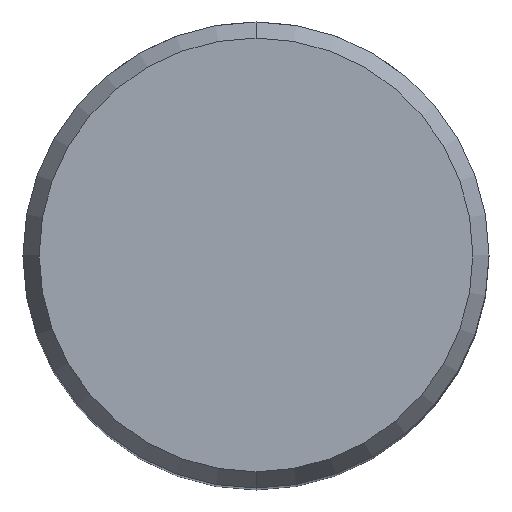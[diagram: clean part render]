
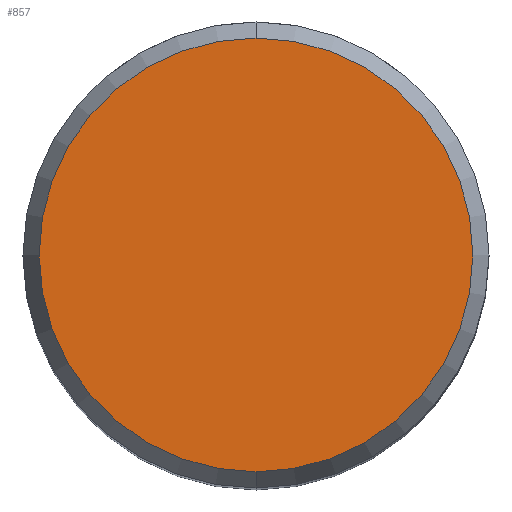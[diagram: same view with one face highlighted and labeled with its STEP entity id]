
A CAD part, top view. The second image highlights one B-rep face of the part: STEP entity #857.
In plain terms, the highlighted planar face has unit normal (0, 0, 1).
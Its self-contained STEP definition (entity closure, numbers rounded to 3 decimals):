
#621=VERTEX_POINT('',#1291);
#783=EDGE_CURVE('',#837,#621,#1469,.T.);
#837=VERTEX_POINT('',#1530);
#857=ADVANCED_FACE('',(#1550),#1551,.T.);
#885=EDGE_CURVE('',#621,#837,#1583,.T.);
#1291=CARTESIAN_POINT('',(0.0,9.307,0.0));
#1469=CIRCLE('',#5643,9.307);
#1530=CARTESIAN_POINT('',(0.,-9.307,0.0));
#1550=FACE_OUTER_BOUND('',#7745,.T.);
#1551=PLANE('',#7746);
#1583=CIRCLE('',#7835,9.307);
#5643=AXIS2_PLACEMENT_3D('',#12124,#12125,#12126);
#7745=EDGE_LOOP('',(#12222,#12223));
#7746=AXIS2_PLACEMENT_3D('',#12224,#12225,#12226);
#7835=AXIS2_PLACEMENT_3D('',#12265,#12266,#12267);
#12124=CARTESIAN_POINT('',(0.0,0.0,0.0));
#12125=DIRECTION('',(0.0,0.0,-1.0));
#12126=DIRECTION('',(0.0,1.0,0.0));
#12222=ORIENTED_EDGE('',*,*,#885,.F.);
#12223=ORIENTED_EDGE('',*,*,#783,.F.);
#12224=CARTESIAN_POINT('',(0.0,4.654,0.0));
#12225=DIRECTION('',(-0.0,0.0,1.0));
#12226=DIRECTION('',(0.0,-1.0,0.0));
#12265=CARTESIAN_POINT('',(0.0,0.0,0.0));
#12266=DIRECTION('',(0.0,0.0,-1.0));
#12267=DIRECTION('',(0.0,1.0,0.0));
